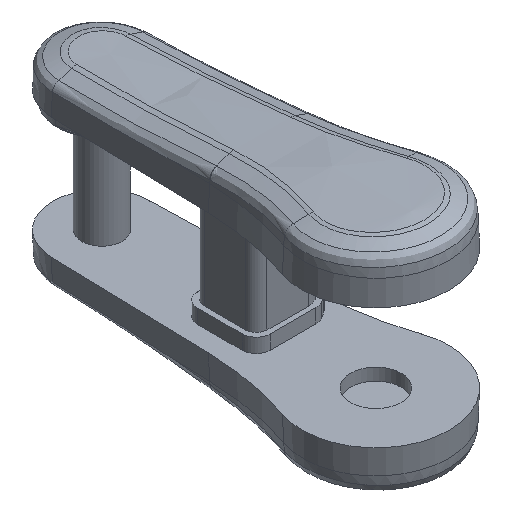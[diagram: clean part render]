
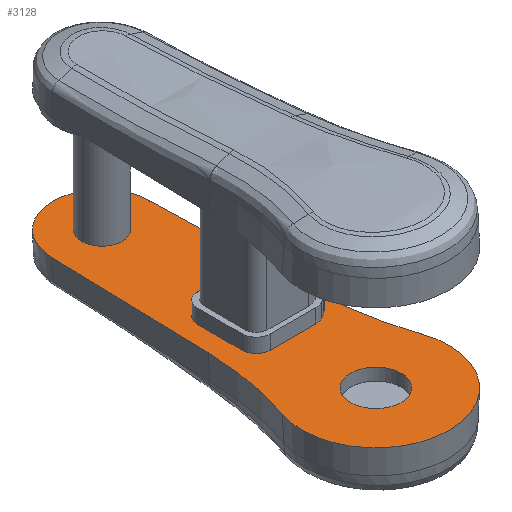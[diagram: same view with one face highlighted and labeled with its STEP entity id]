
A CAD part, isometric view. The second image highlights one B-rep face of the part: STEP entity #3128.
In plain terms, the highlighted planar face has unit normal (0, 0, 1).
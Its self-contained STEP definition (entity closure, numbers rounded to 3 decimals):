
#94=B_SPLINE_CURVE_WITH_KNOTS('',3,(#5299,#5300,#5301,#5302,#5303,#5304),
 .UNSPECIFIED.,.F.,.F.,(4,2,4),(0.,0.045,0.091),
 .UNSPECIFIED.);
#95=B_SPLINE_CURVE_WITH_KNOTS('',3,(#5311,#5312,#5313,#5314,#5315,#5316),
 .UNSPECIFIED.,.F.,.F.,(4,2,4),(0.,0.045,
0.091),.UNSPECIFIED.);
#216=FACE_BOUND('',#578,.T.);
#217=FACE_BOUND('',#579,.T.);
#218=FACE_BOUND('',#580,.T.);
#277=PLANE('',#3416);
#373=FACE_OUTER_BOUND('',#577,.T.);
#577=EDGE_LOOP('',(#2344,#2345,#2346,#2347,#2348,#2349));
#578=EDGE_LOOP('',(#2350));
#579=EDGE_LOOP('',(#2351));
#580=EDGE_LOOP('',(#2352,#2353,#2354,#2355,#2356,#2357,#2358,#2359,#2360,
#2361,#2362,#2363));
#788=LINE('',#4710,#974);
#792=LINE('',#4719,#978);
#795=LINE('',#4727,#981);
#797=LINE('',#4732,#983);
#800=LINE('',#4740,#986);
#804=LINE('',#4751,#990);
#810=LINE('',#5306,#996);
#811=LINE('',#5310,#997);
#974=VECTOR('',#3909,10.);
#978=VECTOR('',#3919,10.);
#981=VECTOR('',#3928,10.);
#983=VECTOR('',#3932,10.);
#986=VECTOR('',#3941,10.);
#990=VECTOR('',#3955,10.);
#996=VECTOR('',#3975,1000.);
#997=VECTOR('',#3978,1000.);
#1092=CIRCLE('',#3275,20.);
#1095=CIRCLE('',#3281,25.);
#1157=CIRCLE('',#3396,14.);
#1158=CIRCLE('',#3399,14.);
#1159=CIRCLE('',#3403,14.);
#1160=CIRCLE('',#3406,14.);
#1161=CIRCLE('',#3408,14.);
#1162=CIRCLE('',#3411,14.);
#1164=CIRCLE('',#3414,72.43);
#1165=CIRCLE('',#3417,48.43);
#1262=VERTEX_POINT('',#4428);
#1265=VERTEX_POINT('',#4439);
#1353=VERTEX_POINT('',#4708);
#1354=VERTEX_POINT('',#4709);
#1355=VERTEX_POINT('',#4714);
#1356=VERTEX_POINT('',#4718);
#1357=VERTEX_POINT('',#4722);
#1358=VERTEX_POINT('',#4726);
#1359=VERTEX_POINT('',#4730);
#1360=VERTEX_POINT('',#4731);
#1361=VERTEX_POINT('',#4738);
#1362=VERTEX_POINT('',#4739);
#1363=VERTEX_POINT('',#4746);
#1364=VERTEX_POINT('',#4750);
#1367=VERTEX_POINT('',#4759);
#1368=VERTEX_POINT('',#4761);
#1375=VERTEX_POINT('',#5298);
#1376=VERTEX_POINT('',#5305);
#1377=VERTEX_POINT('',#5307);
#1378=VERTEX_POINT('',#5309);
#1567=EDGE_CURVE('',#1262,#1262,#1092,.T.);
#1571=EDGE_CURVE('',#1265,#1265,#1095,.T.);
#1700=EDGE_CURVE('',#1353,#1354,#788,.T.);
#1703=EDGE_CURVE('',#1355,#1353,#1157,.T.);
#1705=EDGE_CURVE('',#1356,#1355,#792,.T.);
#1707=EDGE_CURVE('',#1357,#1356,#1158,.T.);
#1709=EDGE_CURVE('',#1358,#1357,#795,.T.);
#1711=EDGE_CURVE('',#1359,#1360,#797,.T.);
#1714=EDGE_CURVE('',#1354,#1359,#1159,.T.);
#1715=EDGE_CURVE('',#1361,#1362,#800,.T.);
#1718=EDGE_CURVE('',#1360,#1361,#1160,.T.);
#1719=EDGE_CURVE('',#1363,#1358,#1161,.T.);
#1721=EDGE_CURVE('',#1364,#1363,#804,.T.);
#1723=EDGE_CURVE('',#1362,#1364,#1162,.T.);
#1726=EDGE_CURVE('',#1368,#1367,#1164,.T.);
#1735=EDGE_CURVE('',#1367,#1375,#94,.T.);
#1736=EDGE_CURVE('',#1375,#1376,#810,.T.);
#1737=EDGE_CURVE('',#1376,#1377,#1165,.T.);
#1738=EDGE_CURVE('',#1377,#1378,#811,.T.);
#1739=EDGE_CURVE('',#1378,#1368,#95,.T.);
#2344=ORIENTED_EDGE('',*,*,#1735,.T.);
#2345=ORIENTED_EDGE('',*,*,#1736,.T.);
#2346=ORIENTED_EDGE('',*,*,#1737,.T.);
#2347=ORIENTED_EDGE('',*,*,#1738,.T.);
#2348=ORIENTED_EDGE('',*,*,#1739,.T.);
#2349=ORIENTED_EDGE('',*,*,#1726,.T.);
#2350=ORIENTED_EDGE('',*,*,#1567,.T.);
#2351=ORIENTED_EDGE('',*,*,#1571,.T.);
#2352=ORIENTED_EDGE('',*,*,#1715,.T.);
#2353=ORIENTED_EDGE('',*,*,#1723,.T.);
#2354=ORIENTED_EDGE('',*,*,#1721,.T.);
#2355=ORIENTED_EDGE('',*,*,#1719,.T.);
#2356=ORIENTED_EDGE('',*,*,#1709,.T.);
#2357=ORIENTED_EDGE('',*,*,#1707,.T.);
#2358=ORIENTED_EDGE('',*,*,#1705,.T.);
#2359=ORIENTED_EDGE('',*,*,#1703,.T.);
#2360=ORIENTED_EDGE('',*,*,#1700,.T.);
#2361=ORIENTED_EDGE('',*,*,#1714,.T.);
#2362=ORIENTED_EDGE('',*,*,#1711,.T.);
#2363=ORIENTED_EDGE('',*,*,#1718,.T.);
#3128=ADVANCED_FACE('',(#373,#216,#217,#218),#277,.T.);
#3275=AXIS2_PLACEMENT_3D('',#4430,#3601,#3602);
#3281=AXIS2_PLACEMENT_3D('',#4440,#3614,#3615);
#3396=AXIS2_PLACEMENT_3D('',#4715,#3914,#3915);
#3399=AXIS2_PLACEMENT_3D('',#4723,#3923,#3924);
#3403=AXIS2_PLACEMENT_3D('',#4736,#3937,#3938);
#3406=AXIS2_PLACEMENT_3D('',#4744,#3946,#3947);
#3408=AXIS2_PLACEMENT_3D('',#4747,#3950,#3951);
#3411=AXIS2_PLACEMENT_3D('',#4754,#3959,#3960);
#3414=AXIS2_PLACEMENT_3D('',#4762,#3966,#3967);
#3416=AXIS2_PLACEMENT_3D('',#5297,#3973,#3974);
#3417=AXIS2_PLACEMENT_3D('',#5308,#3976,#3977);
#3601=DIRECTION('center_axis',(0.,0.,-1.));
#3602=DIRECTION('ref_axis',(1.,0.,0.));
#3614=DIRECTION('center_axis',(0.,0.,-1.));
#3615=DIRECTION('ref_axis',(1.,0.,0.));
#3909=DIRECTION('',(0.864,-0.504,0.));
#3914=DIRECTION('center_axis',(0.,0.,-1.));
#3915=DIRECTION('ref_axis',(0.,1.,0.));
#3919=DIRECTION('',(1.,0.,0.));
#3923=DIRECTION('center_axis',(0.,0.,-1.));
#3924=DIRECTION('ref_axis',(0.,1.,0.));
#3928=DIRECTION('',(0.,1.,0.));
#3932=DIRECTION('',(0.,-1.,0.));
#3937=DIRECTION('center_axis',(0.,0.,-1.));
#3938=DIRECTION('ref_axis',(0.,1.,0.));
#3941=DIRECTION('',(-0.864,-0.504,0.));
#3946=DIRECTION('center_axis',(0.,0.,-1.));
#3947=DIRECTION('ref_axis',(0.,1.,0.));
#3950=DIRECTION('center_axis',(0.,0.,-1.));
#3951=DIRECTION('ref_axis',(0.,1.,0.));
#3955=DIRECTION('',(-1.,0.,0.));
#3959=DIRECTION('center_axis',(0.,0.,-1.));
#3960=DIRECTION('ref_axis',(0.,1.,0.));
#3966=DIRECTION('center_axis',(0.,0.,1.));
#3967=DIRECTION('ref_axis',(1.,0.,0.));
#3973=DIRECTION('center_axis',(0.,0.,1.));
#3974=DIRECTION('ref_axis',(1.,0.,0.));
#3975=DIRECTION('',(-0.026,1.,0.));
#3976=DIRECTION('center_axis',(0.,0.,1.));
#3977=DIRECTION('ref_axis',(1.,0.,0.));
#3978=DIRECTION('',(-0.026,-1.,0.));
#4428=CARTESIAN_POINT('',(610.498,729.673,-404.958));
#4430=CARTESIAN_POINT('Origin',(630.498,729.673,-404.958));
#4439=CARTESIAN_POINT('',(605.498,459.673,-404.958));
#4440=CARTESIAN_POINT('Origin',(630.498,459.673,-404.958));
#4708=CARTESIAN_POINT('',(662.445,613.766,-404.958));
#4709=CARTESIAN_POINT('',(668.797,610.061,-404.958));
#4710=CARTESIAN_POINT('',(697.432,593.357,-404.958));
#4714=CARTESIAN_POINT('',(655.391,615.673,-404.958));
#4715=CARTESIAN_POINT('Origin',(655.391,601.673,-404.958));
#4718=CARTESIAN_POINT('',(610.743,615.673,-404.958));
#4719=CARTESIAN_POINT('',(673.464,615.673,-404.958));
#4722=CARTESIAN_POINT('',(596.743,601.673,-404.958));
#4723=CARTESIAN_POINT('Origin',(610.743,601.673,-404.958));
#4726=CARTESIAN_POINT('',(596.743,557.673,-404.958));
#4727=CARTESIAN_POINT('',(596.743,571.3,-404.958));
#4730=CARTESIAN_POINT('',(675.743,597.968,-404.958));
#4731=CARTESIAN_POINT('',(675.743,561.378,-404.958));
#4732=CARTESIAN_POINT('',(675.743,540.132,-404.958));
#4736=CARTESIAN_POINT('Origin',(661.743,597.968,-404.958));
#4738=CARTESIAN_POINT('',(668.797,549.285,-404.958));
#4739=CARTESIAN_POINT('',(662.445,545.58,-404.958));
#4740=CARTESIAN_POINT('',(666.192,547.766,-404.958));
#4744=CARTESIAN_POINT('Origin',(661.743,561.378,-404.958));
#4746=CARTESIAN_POINT('',(610.743,543.673,-404.958));
#4747=CARTESIAN_POINT('Origin',(610.743,557.673,-404.958));
#4750=CARTESIAN_POINT('',(655.391,543.673,-404.958));
#4751=CARTESIAN_POINT('',(642.247,543.673,-404.958));
#4754=CARTESIAN_POINT('Origin',(655.391,557.673,-404.958));
#4759=CARTESIAN_POINT('',(699.036,483.097,-404.958));
#4761=CARTESIAN_POINT('',(561.96,483.097,-404.958));
#4762=CARTESIAN_POINT('Origin',(630.498,459.673,-404.958));
#5297=CARTESIAN_POINT('Origin',(687.751,526.927,-404.958));
#5298=CARTESIAN_POINT('',(683.075,571.944,-404.958));
#5299=CARTESIAN_POINT('Ctrl Pts',(699.036,483.097,-404.958));
#5300=CARTESIAN_POINT('Ctrl Pts',(694.115,497.498,-404.958));
#5301=CARTESIAN_POINT('Ctrl Pts',(690.343,512.107,-404.958));
#5302=CARTESIAN_POINT('Ctrl Pts',(685.023,541.722,-404.958));
#5303=CARTESIAN_POINT('Ctrl Pts',(683.474,556.73,-404.958));
#5304=CARTESIAN_POINT('Ctrl Pts',(683.075,571.944,-404.958));
#5305=CARTESIAN_POINT('',(678.912,730.941,-404.958));
#5306=CARTESIAN_POINT('',(683.075,571.944,-404.958));
#5307=CARTESIAN_POINT('',(582.085,730.941,-404.958));
#5308=CARTESIAN_POINT('Origin',(630.498,729.673,-404.958));
#5309=CARTESIAN_POINT('',(577.921,571.944,-404.958));
#5310=CARTESIAN_POINT('',(582.085,730.941,-404.958));
#5311=CARTESIAN_POINT('Ctrl Pts',(577.921,571.944,-404.958));
#5312=CARTESIAN_POINT('Ctrl Pts',(577.523,556.73,-404.958));
#5313=CARTESIAN_POINT('Ctrl Pts',(575.974,541.722,-404.958));
#5314=CARTESIAN_POINT('Ctrl Pts',(570.654,512.107,-404.958));
#5315=CARTESIAN_POINT('Ctrl Pts',(566.882,497.498,-404.958));
#5316=CARTESIAN_POINT('Ctrl Pts',(561.96,483.097,-404.958));
